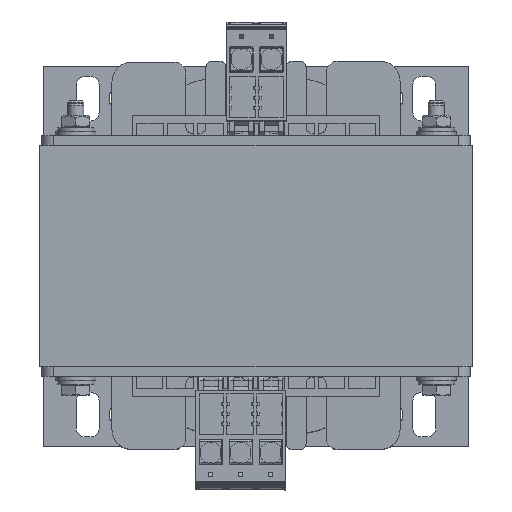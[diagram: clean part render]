
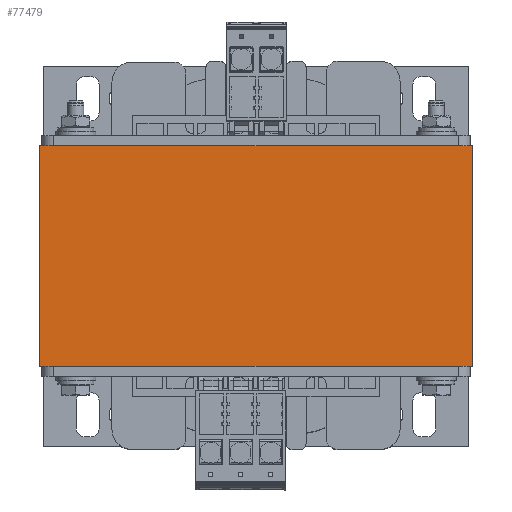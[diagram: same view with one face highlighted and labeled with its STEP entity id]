
A CAD part, top view. The second image highlights one B-rep face of the part: STEP entity #77479.
In plain terms, the highlighted planar face has unit normal (0, 0, 1).
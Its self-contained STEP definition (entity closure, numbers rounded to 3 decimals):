
#2594=FACE_OUTER_BOUND('',#6553,.T.);
#6553=EDGE_LOOP('',(#48310,#48311,#48312,#48313));
#10669=LINE('',#106882,#20301);
#10701=LINE('',#106962,#20333);
#10702=LINE('',#106964,#20334);
#10703=LINE('',#106965,#20335);
#20301=VECTOR('',#86911,1.);
#20333=VECTOR('',#86985,1.);
#20334=VECTOR('',#86986,1.);
#20335=VECTOR('',#86987,1.);
#29933=VERTEX_POINT('',#106880);
#29934=VERTEX_POINT('',#106881);
#29961=VERTEX_POINT('',#106961);
#29962=VERTEX_POINT('',#106963);
#37155=EDGE_CURVE('',#29933,#29934,#10669,.T.);
#37195=EDGE_CURVE('',#29961,#29934,#10701,.T.);
#37196=EDGE_CURVE('',#29961,#29962,#10702,.T.);
#37197=EDGE_CURVE('',#29962,#29933,#10703,.T.);
#48310=ORIENTED_EDGE('',*,*,#37195,.F.);
#48311=ORIENTED_EDGE('',*,*,#37196,.T.);
#48312=ORIENTED_EDGE('',*,*,#37197,.T.);
#48313=ORIENTED_EDGE('',*,*,#37155,.T.);
#70437=PLANE('',#81758);
#77479=ADVANCED_FACE('',(#2594),#70437,.T.);
#81758=AXIS2_PLACEMENT_3D('',#106960,#86983,#86984);
#86911=DIRECTION('',(1.,0.,0.));
#86983=DIRECTION('center_axis',(0.,0.,1.));
#86984=DIRECTION('ref_axis',(0.,-1.,0.));
#86985=DIRECTION('',(0.,-1.,0.));
#86986=DIRECTION('',(-1.,0.,0.));
#86987=DIRECTION('',(0.,-1.,0.));
#106880=CARTESIAN_POINT('',(212.59,-23.737,62.5));
#106881=CARTESIAN_POINT('',(320.59,-23.737,62.5));
#106882=CARTESIAN_POINT('',(320.59,-23.737,62.5));
#106960=CARTESIAN_POINT('Origin',(212.59,31.263,62.5));
#106961=CARTESIAN_POINT('',(320.59,31.263,62.5));
#106962=CARTESIAN_POINT('',(320.59,31.263,62.5));
#106963=CARTESIAN_POINT('',(212.59,31.263,62.5));
#106964=CARTESIAN_POINT('',(320.59,31.263,62.5));
#106965=CARTESIAN_POINT('',(212.59,31.263,62.5));
